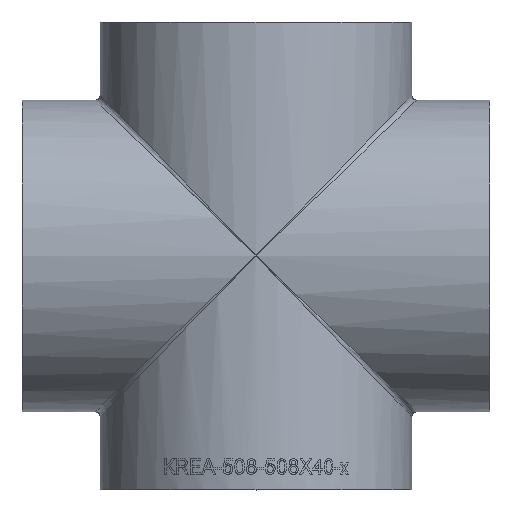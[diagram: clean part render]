
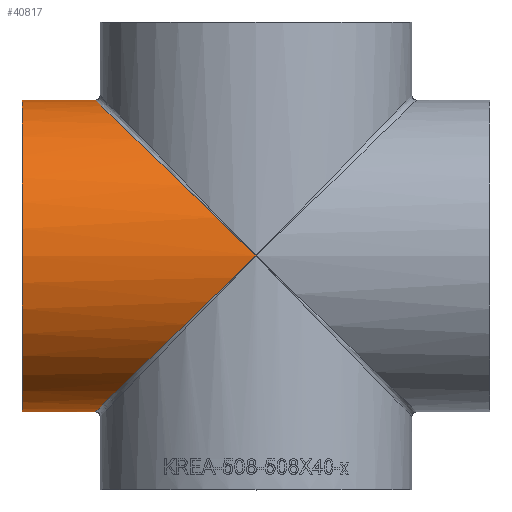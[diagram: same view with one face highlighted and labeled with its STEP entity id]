
A CAD part, top view. The second image highlights one B-rep face of the part: STEP entity #40817.
In plain terms, the highlighted cylindrical face has radius 254 mm (diameter 508 mm), a full revolution.
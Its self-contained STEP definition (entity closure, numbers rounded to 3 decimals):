
#777 = CARTESIAN_POINT ( 'NONE',  ( -524., -508., -254. ) ) ;
#1497 = CARTESIAN_POINT ( 'NONE',  ( 0., 0., -254. ) ) ;
#2235 =( BOUNDED_CURVE ( )  B_SPLINE_CURVE ( 3, ( #33752, #777, #18865, #7725 ),
 .UNSPECIFIED., .F., .T. ) 
 B_SPLINE_CURVE_WITH_KNOTS ( ( 4, 4 ),
 ( 4.712, 7.854 ),
 .UNSPECIFIED. ) 
 CURVE ( )  GEOMETRIC_REPRESENTATION_ITEM ( )  RATIONAL_B_SPLINE_CURVE ( ( 1., 0.333, 0.333, 1. ) ) 
 REPRESENTATION_ITEM ( '' )  );
#3416 = VERTEX_POINT ( 'NONE', #41977 ) ;
#4817 = EDGE_CURVE ( 'NONE', #30246, #3416, #30760, .T. ) ;
#6353 = AXIS2_PLACEMENT_3D ( 'NONE', #15987, #41802, #45550 ) ;
#6942 = ORIENTED_EDGE ( 'NONE', *, *, #4817, .T. ) ;
#7593 = FACE_OUTER_BOUND ( 'NONE', #37436, .T. ) ;
#7725 = CARTESIAN_POINT ( 'NONE',  ( 0., 0., 254. ) ) ;
#12172 = CARTESIAN_POINT ( 'NONE',  ( 0., 0., 254. ) ) ;
#14410 = CIRCLE ( 'NONE', #42144, 254. ) ;
#15987 = CARTESIAN_POINT ( 'NONE',  ( 381., 0., 0. ) ) ;
#18865 = CARTESIAN_POINT ( 'NONE',  ( -524., -508., 254. ) ) ;
#18972 = FACE_OUTER_BOUND ( 'NONE', #32738, .T. ) ;
#20000 = EDGE_CURVE ( 'NONE', #37002, #37002, #14410, .T. ) ;
#21819 = EDGE_CURVE ( 'NONE', #3416, #30246, #2235, .T. ) ;
#26460 = CARTESIAN_POINT ( 'NONE',  ( 0., 0., 254. ) ) ;
#27288 = CARTESIAN_POINT ( 'NONE',  ( -524., 508., -254. ) ) ;
#28028 = CARTESIAN_POINT ( 'NONE',  ( -524., 508., 254. ) ) ;
#30246 = VERTEX_POINT ( 'NONE', #26460 ) ;
#30760 =( BOUNDED_CURVE ( )  B_SPLINE_CURVE ( 3, ( #12172, #28028, #27288, #1497 ),
 .UNSPECIFIED., .F., .T. ) 
 B_SPLINE_CURVE_WITH_KNOTS ( ( 4, 4 ),
 ( 4.712, 7.854 ),
 .UNSPECIFIED. ) 
 CURVE ( )  GEOMETRIC_REPRESENTATION_ITEM ( )  RATIONAL_B_SPLINE_CURVE ( ( 1., 0.333, 0.333, 1. ) ) 
 REPRESENTATION_ITEM ( '' )  );
#32738 = EDGE_LOOP ( 'NONE', ( #34746, #6942 ) ) ;
#33752 = CARTESIAN_POINT ( 'NONE',  ( 0., 0., -254. ) ) ;
#34746 = ORIENTED_EDGE ( 'NONE', *, *, #21819, .T. ) ;
#35721 = CARTESIAN_POINT ( 'NONE',  ( -381., 0., 0. ) ) ;
#37002 = VERTEX_POINT ( 'NONE', #48916 ) ;
#37436 = EDGE_LOOP ( 'NONE', ( #43185 ) ) ;
#37837 = CYLINDRICAL_SURFACE ( 'NONE', #6353, 254. ) ;
#40817 = ADVANCED_FACE ( 'NONE', ( #7593, #18972 ), #37837, .T. ) ;
#41802 = DIRECTION ( 'NONE',  ( -1., 0., 0. ) ) ;
#41977 = CARTESIAN_POINT ( 'NONE',  ( 0., 0., -254. ) ) ;
#42144 = AXIS2_PLACEMENT_3D ( 'NONE', #35721, #47160, #43668 ) ;
#43185 = ORIENTED_EDGE ( 'NONE', *, *, #20000, .F. ) ;
#43668 = DIRECTION ( 'NONE',  ( 0., 0., 1. ) ) ;
#45550 = DIRECTION ( 'NONE',  ( 0., 0., 1. ) ) ;
#47160 = DIRECTION ( 'NONE',  ( -1., 0., 0. ) ) ;
#48916 = CARTESIAN_POINT ( 'NONE',  ( -381., 0., 254. ) ) ;
